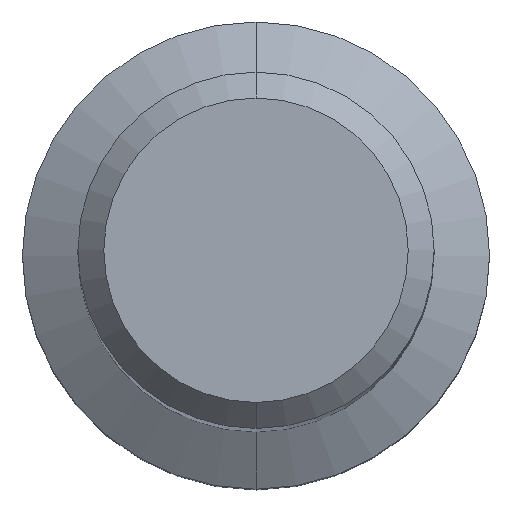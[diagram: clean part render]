
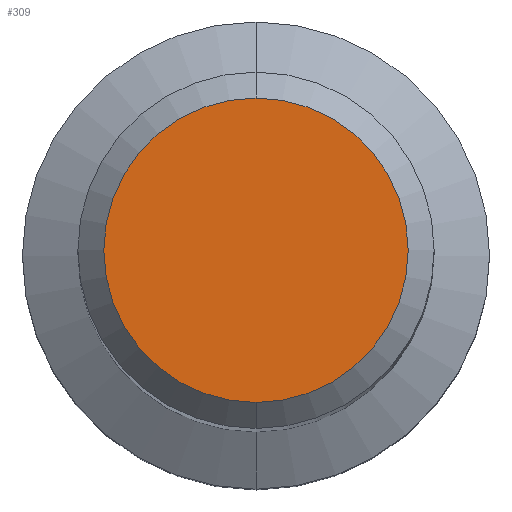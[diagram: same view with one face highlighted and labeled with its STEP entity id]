
A CAD part, top view. The second image highlights one B-rep face of the part: STEP entity #309.
In plain terms, the highlighted planar face has unit normal (0, 0, 1).
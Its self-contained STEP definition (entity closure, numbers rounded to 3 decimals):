
#309=ADVANCED_FACE('',(#706),#707,.T.);
#377=EDGE_CURVE('',#547,#575,#780,.T.);
#471=EDGE_CURVE('',#575,#547,#889,.T.);
#547=VERTEX_POINT('',#973);
#575=VERTEX_POINT('',#1002);
#706=FACE_OUTER_BOUND('',#1223,.T.);
#707=PLANE('',#1224);
#780=CIRCLE('',#1366,4.655);
#889=CIRCLE('',#1617,4.655);
#973=CARTESIAN_POINT('',(0.0,4.655,0.0));
#1002=CARTESIAN_POINT('',(0.,-4.655,0.0));
#1223=EDGE_LOOP('',(#1941,#1942));
#1224=AXIS2_PLACEMENT_3D('',#1943,#1944,#1945);
#1366=AXIS2_PLACEMENT_3D('',#2012,#2013,#2014);
#1617=AXIS2_PLACEMENT_3D('',#2153,#2154,#2155);
#1941=ORIENTED_EDGE('',*,*,#377,.F.);
#1942=ORIENTED_EDGE('',*,*,#471,.F.);
#1943=CARTESIAN_POINT('',(0.0,2.327,0.0));
#1944=DIRECTION('',(-0.0,0.0,1.0));
#1945=DIRECTION('',(0.0,-1.0,0.0));
#2012=CARTESIAN_POINT('',(0.0,0.0,0.0));
#2013=DIRECTION('',(0.0,0.0,-1.0));
#2014=DIRECTION('',(0.0,1.0,0.0));
#2153=CARTESIAN_POINT('',(0.0,0.0,0.0));
#2154=DIRECTION('',(0.0,0.0,-1.0));
#2155=DIRECTION('',(0.0,1.0,0.0));
